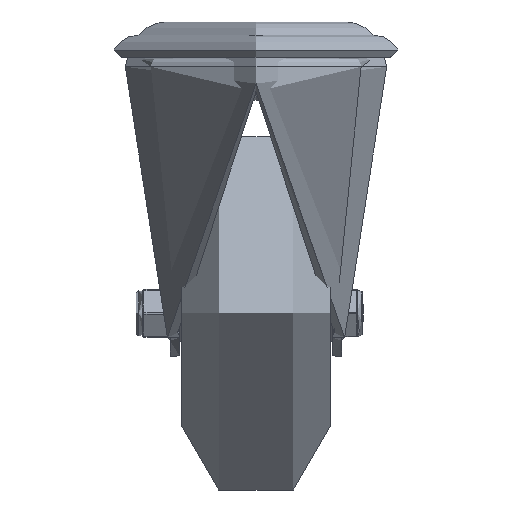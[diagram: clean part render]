
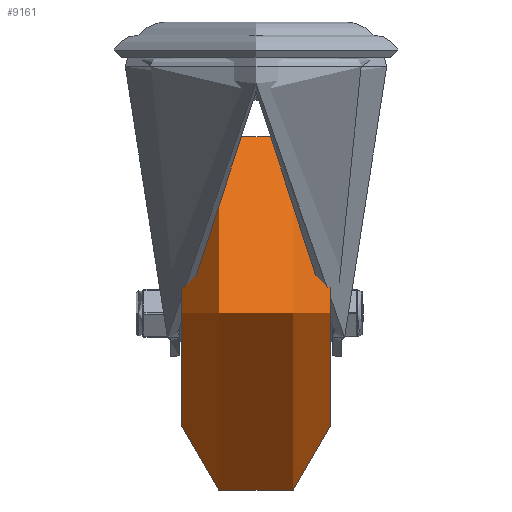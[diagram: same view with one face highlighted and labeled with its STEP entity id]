
A CAD part, left-side view. The second image highlights one B-rep face of the part: STEP entity #9161.
In plain terms, the highlighted toroidal (fillet/blend) face has major radius 30 mm and minor radius 20 mm.
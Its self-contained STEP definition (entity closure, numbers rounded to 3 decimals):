
#1204=TOROIDAL_SURFACE('',#10007,30.,20.);
#1314=FACE_OUTER_BOUND('',#1908,.T.);
#1908=EDGE_LOOP('',(#6651,#6652,#6653,#6654));
#3570=CIRCLE('',#10008,30.);
#3571=CIRCLE('',#10009,20.);
#3572=CIRCLE('',#10010,30.);
#4079=VERTEX_POINT('',#14437);
#4080=VERTEX_POINT('',#14439);
#5042=EDGE_CURVE('',#4079,#4079,#3570,.T.);
#5043=EDGE_CURVE('',#4079,#4080,#3571,.T.);
#5044=EDGE_CURVE('',#4080,#4080,#3572,.T.);
#6651=ORIENTED_EDGE('',*,*,#5042,.T.);
#6652=ORIENTED_EDGE('',*,*,#5043,.T.);
#6653=ORIENTED_EDGE('',*,*,#5044,.T.);
#6654=ORIENTED_EDGE('',*,*,#5043,.F.);
#9161=ADVANCED_FACE('',(#1314),#1204,.T.);
#10007=AXIS2_PLACEMENT_3D('',#14436,#11282,#11283);
#10008=AXIS2_PLACEMENT_3D('',#14438,#11284,#11285);
#10009=AXIS2_PLACEMENT_3D('',#14440,#11286,#11287);
#10010=AXIS2_PLACEMENT_3D('',#14441,#11288,#11289);
#11282=DIRECTION('center_axis',(0.,1.,0.));
#11283=DIRECTION('ref_axis',(0.,0.,
-1.));
#11284=DIRECTION('center_axis',(0.,-1.,0.));
#11285=DIRECTION('ref_axis',(0.,0.,
-1.));
#11286=DIRECTION('center_axis',(1.,0.,0.));
#11287=DIRECTION('ref_axis',(0.,0.,
1.));
#11288=DIRECTION('center_axis',(0.,1.,0.));
#11289=DIRECTION('ref_axis',(0.,0.,
-1.));
#14436=CARTESIAN_POINT('Origin',(0.,0.,
0.));
#14437=CARTESIAN_POINT('',(0.,20.,30.));
#14438=CARTESIAN_POINT('Origin',(0.,20.,0.));
#14439=CARTESIAN_POINT('',(0.,-20.,30.));
#14440=CARTESIAN_POINT('Origin',(0.,0.,
30.));
#14441=CARTESIAN_POINT('Origin',(0.,-20.,
0.));
